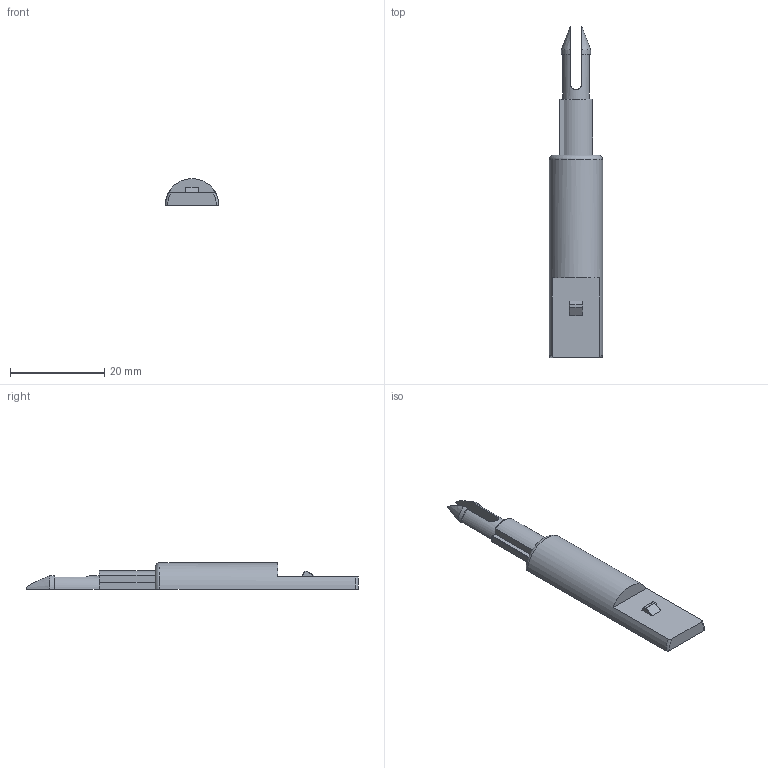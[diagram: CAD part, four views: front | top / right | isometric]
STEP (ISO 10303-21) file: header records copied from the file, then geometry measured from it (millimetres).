
FILE_DESCRIPTION(('STEP AP242'), '1');
FILE_NAME('ItemSpindelHalf2', '', ('UNSPECIFIED'), ('UNSPECIFIED'), 'C3D Converter', 'C3D Toolkit', '');
FILE_SCHEMA(('AP242_MANAGED_MODEL_BASED_3D_ENGINEERING_MIM_LF { 1 0 10303 442 1 1 4 }'));
Length unit declared in the file: millimetre
Bounding box: 11.3 x 70.4 x 5.65 mm (x, y, z)
Volume: 2152.9 mm3; surface area: 1744 mm2
Topology: 1 solids, 1 shells, 46 faces, 119 edges, 72 vertices
Faces by surface type: plane 19, cylinder 17, torus 4, sphere 4, cone 2
Entity records: 1714 total; most frequent: CARTESIAN_POINT 578, DIRECTION 234, ORIENTED_EDGE 230, EDGE_CURVE 115, AXIS2_PLACEMENT_3D 84, VERTEX_POINT 72, LINE 66, VECTOR 66
